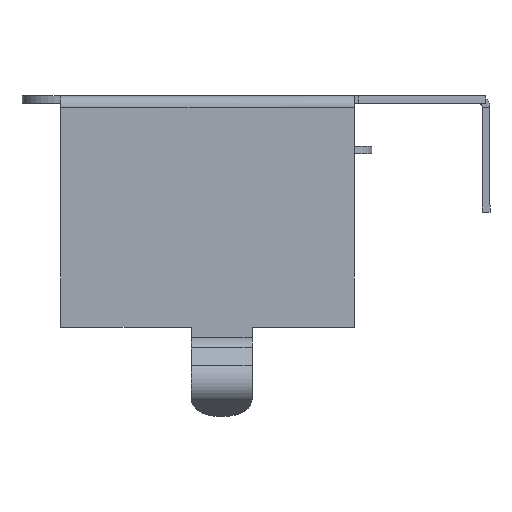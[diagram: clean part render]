
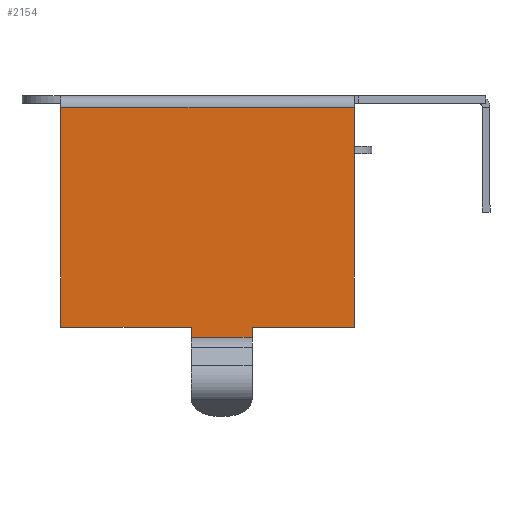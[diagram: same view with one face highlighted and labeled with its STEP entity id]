
A CAD part, left-side view. The second image highlights one B-rep face of the part: STEP entity #2154.
In plain terms, the highlighted planar face has unit normal (-1, 0, 0).
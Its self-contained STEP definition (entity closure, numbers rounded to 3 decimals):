
#927 = VECTOR ( 'NONE', #8785, 1000. ) ;
#1047 = VECTOR ( 'NONE', #2706, 1000. ) ;
#1101 = EDGE_CURVE ( 'NONE', #4887, #4210, #14224, .T. ) ;
#1123 = LINE ( 'NONE', #13694, #15513 ) ;
#1260 = EDGE_CURVE ( 'NONE', #12615, #7727, #14819, .T. ) ;
#1676 = ORIENTED_EDGE ( 'NONE', *, *, #10192, .F. ) ;
#2154 = ADVANCED_FACE ( 'NONE', ( #2989 ), #13382, .F. ) ;
#2165 = VECTOR ( 'NONE', #8018, 1000. ) ;
#2305 = VERTEX_POINT ( 'NONE', #8697 ) ;
#2706 = DIRECTION ( 'NONE',  ( 0., 0., -1. ) ) ;
#2877 = CARTESIAN_POINT ( 'NONE',  ( -6.605, 1.67, -6.232 ) ) ;
#2989 = FACE_OUTER_BOUND ( 'NONE', #9063, .T. ) ;
#3518 = ORIENTED_EDGE ( 'NONE', *, *, #1260, .F. ) ;
#3549 = EDGE_CURVE ( 'NONE', #5104, #2305, #14497, .T. ) ;
#3946 = ORIENTED_EDGE ( 'NONE', *, *, #8042, .T. ) ;
#4163 = DIRECTION ( 'NONE',  ( 1., 0., 0. ) ) ;
#4210 = VERTEX_POINT ( 'NONE', #2877 ) ;
#4354 = EDGE_CURVE ( 'NONE', #9733, #4887, #7190, .T. ) ;
#4499 = CARTESIAN_POINT ( 'NONE',  ( -6.605, -2.535, -0.2 ) ) ;
#4618 = ORIENTED_EDGE ( 'NONE', *, *, #4354, .F. ) ;
#4887 = VERTEX_POINT ( 'NONE', #7213 ) ;
#4919 = CARTESIAN_POINT ( 'NONE',  ( -6.605, 1.67, -5.97 ) ) ;
#5104 = VERTEX_POINT ( 'NONE', #5361 ) ;
#5361 = CARTESIAN_POINT ( 'NONE',  ( -6.605, 1.67, -5.97 ) ) ;
#5816 = CARTESIAN_POINT ( 'NONE',  ( -6.605, -2.535, -5.97 ) ) ;
#5857 = CARTESIAN_POINT ( 'NONE',  ( -6.605, -2.535, -0.3 ) ) ;
#6093 = ORIENTED_EDGE ( 'NONE', *, *, #1101, .F. ) ;
#6337 = VECTOR ( 'NONE', #13527, 1000. ) ;
#6541 = CARTESIAN_POINT ( 'NONE',  ( -6.605, 0.1, -6.232 ) ) ;
#7190 = LINE ( 'NONE', #9670, #6337 ) ;
#7213 = CARTESIAN_POINT ( 'NONE',  ( -6.605, 0.1, -6.232 ) ) ;
#7523 = DIRECTION ( 'NONE',  ( 0., 1., 0. ) ) ;
#7727 = VERTEX_POINT ( 'NONE', #11298 ) ;
#7864 = LINE ( 'NONE', #12887, #2165 ) ;
#8018 = DIRECTION ( 'NONE',  ( 0., 0., 1. ) ) ;
#8042 = EDGE_CURVE ( 'NONE', #5104, #4210, #11427, .T. ) ;
#8185 = CARTESIAN_POINT ( 'NONE',  ( -6.605, 5.035, -0.3 ) ) ;
#8360 = ORIENTED_EDGE ( 'NONE', *, *, #3549, .F. ) ;
#8566 = ORIENTED_EDGE ( 'NONE', *, *, #12114, .F. ) ;
#8697 = CARTESIAN_POINT ( 'NONE',  ( -6.605, 5.035, -5.97 ) ) ;
#8785 = DIRECTION ( 'NONE',  ( 0., 1., 0. ) ) ;
#9063 = EDGE_LOOP ( 'NONE', ( #13346, #8566, #8360, #3946, #6093, #4618, #1676, #3518 ) ) ;
#9201 = VECTOR ( 'NONE', #11200, 1000. ) ;
#9670 = CARTESIAN_POINT ( 'NONE',  ( -6.605, 0.1, -5.97 ) ) ;
#9733 = VERTEX_POINT ( 'NONE', #15873 ) ;
#10192 = EDGE_CURVE ( 'NONE', #7727, #9733, #1123, .T. ) ;
#10585 = VECTOR ( 'NONE', #10811, 1000. ) ;
#10811 = DIRECTION ( 'NONE',  ( 0., 1., 0. ) ) ;
#10929 = DIRECTION ( 'NONE',  ( 0., -1., 0. ) ) ;
#11200 = DIRECTION ( 'NONE',  ( 0., 0., -1. ) ) ;
#11298 = CARTESIAN_POINT ( 'NONE',  ( -6.605, -2.535, -5.97 ) ) ;
#11427 = LINE ( 'NONE', #4919, #1047 ) ;
#12013 = LINE ( 'NONE', #5857, #12829 ) ;
#12043 = CARTESIAN_POINT ( 'NONE',  ( -6.605, 0., 0. ) ) ;
#12114 = EDGE_CURVE ( 'NONE', #2305, #12292, #7864, .T. ) ;
#12292 = VERTEX_POINT ( 'NONE', #8185 ) ;
#12535 = AXIS2_PLACEMENT_3D ( 'NONE', #12043, #4163, #14471 ) ;
#12615 = VERTEX_POINT ( 'NONE', #14700 ) ;
#12829 = VECTOR ( 'NONE', #10929, 1000. ) ;
#12887 = CARTESIAN_POINT ( 'NONE',  ( -6.605, 5.035, -5.97 ) ) ;
#13346 = ORIENTED_EDGE ( 'NONE', *, *, #13371, .F. ) ;
#13371 = EDGE_CURVE ( 'NONE', #12292, #12615, #12013, .T. ) ;
#13382 = PLANE ( 'NONE',  #12535 ) ;
#13527 = DIRECTION ( 'NONE',  ( 0., 0., -1. ) ) ;
#13694 = CARTESIAN_POINT ( 'NONE',  ( -6.605, -2.535, -5.97 ) ) ;
#14224 = LINE ( 'NONE', #6541, #927 ) ;
#14471 = DIRECTION ( 'NONE',  ( 0., 0., -1. ) ) ;
#14497 = LINE ( 'NONE', #5816, #10585 ) ;
#14700 = CARTESIAN_POINT ( 'NONE',  ( -6.605, -2.535, -0.3 ) ) ;
#14819 = LINE ( 'NONE', #4499, #9201 ) ;
#15513 = VECTOR ( 'NONE', #7523, 1000. ) ;
#15873 = CARTESIAN_POINT ( 'NONE',  ( -6.605, 0.1, -5.97 ) ) ;
